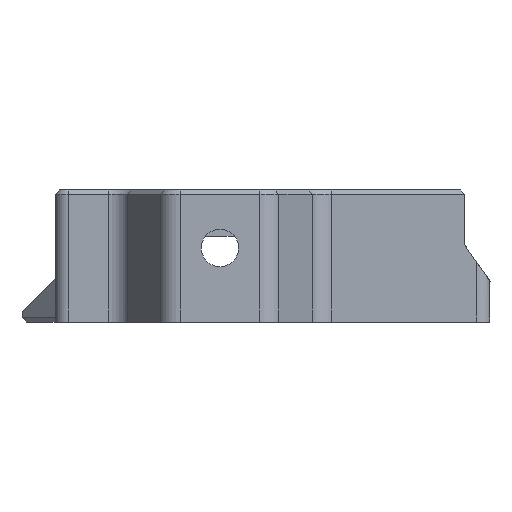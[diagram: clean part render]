
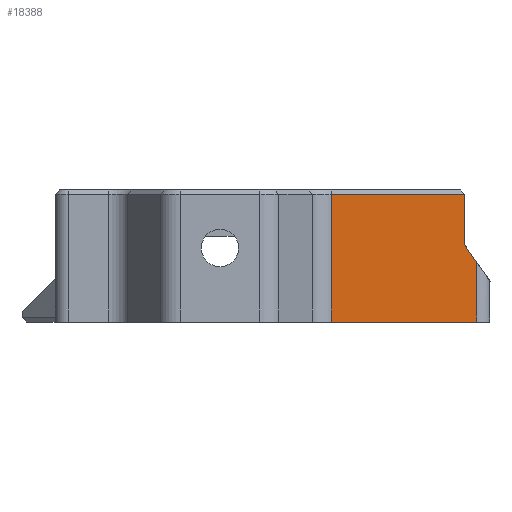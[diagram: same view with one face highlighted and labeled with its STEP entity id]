
A CAD part, left-side view. The second image highlights one B-rep face of the part: STEP entity #18388.
In plain terms, the highlighted planar face has unit normal (-1, 0, 0).
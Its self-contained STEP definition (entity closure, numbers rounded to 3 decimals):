
#2267=FACE_OUTER_BOUND('',#3316,.T.);
#3316=EDGE_LOOP('',(#15128,#15129,#15130,#15131,#15132,#15133));
#4982=LINE('',#31369,#6751);
#4983=LINE('',#31375,#6752);
#4984=LINE('',#31376,#6753);
#4985=LINE('',#31378,#6754);
#4986=LINE('',#31380,#6755);
#4987=LINE('',#31381,#6756);
#6751=VECTOR('',#24672,1000.);
#6752=VECTOR('',#24679,1000.);
#6753=VECTOR('',#24680,1000.);
#6754=VECTOR('',#24681,1000.);
#6755=VECTOR('',#24682,1000.);
#6756=VECTOR('',#24683,1000.);
#8658=VERTEX_POINT('',#31367);
#8659=VERTEX_POINT('',#31368);
#8660=VERTEX_POINT('',#31373);
#8661=VERTEX_POINT('',#31374);
#8662=VERTEX_POINT('',#31377);
#8663=VERTEX_POINT('',#31379);
#11025=EDGE_CURVE('',#8658,#8659,#4982,.T.);
#11028=EDGE_CURVE('',#8660,#8661,#4983,.T.);
#11029=EDGE_CURVE('',#8660,#8658,#4984,.T.);
#11030=EDGE_CURVE('',#8662,#8659,#4985,.T.);
#11031=EDGE_CURVE('',#8662,#8663,#4986,.T.);
#11032=EDGE_CURVE('',#8661,#8663,#4987,.T.);
#15128=ORIENTED_EDGE('',*,*,#11028,.F.);
#15129=ORIENTED_EDGE('',*,*,#11029,.T.);
#15130=ORIENTED_EDGE('',*,*,#11025,.T.);
#15131=ORIENTED_EDGE('',*,*,#11030,.F.);
#15132=ORIENTED_EDGE('',*,*,#11031,.T.);
#15133=ORIENTED_EDGE('',*,*,#11032,.F.);
#17511=PLANE('',#20147);
#18388=ADVANCED_FACE('',(#2267),#17511,.T.);
#20147=AXIS2_PLACEMENT_3D('',#31372,#24677,#24678);
#24672=DIRECTION('',(0.,0.,-1.));
#24677=DIRECTION('center_axis',(-1.,0.,0.));
#24678=DIRECTION('ref_axis',(0.,0.,1.));
#24679=DIRECTION('',(0.,0.,-1.));
#24680=DIRECTION('',(0.,1.,0.));
#24681=DIRECTION('',(0.,1.,0.));
#24682=DIRECTION('',(0.,0.,1.));
#24683=DIRECTION('',(0.,-0.574,-0.819));
#31367=CARTESIAN_POINT('',(198.082,-100.826,52.728));
#31368=CARTESIAN_POINT('',(198.082,-100.826,41.128));
#31369=CARTESIAN_POINT('',(198.082,-100.826,53.128));
#31372=CARTESIAN_POINT('Origin',(198.082,-100.091,53.128));
#31373=CARTESIAN_POINT('',(198.082,-112.926,52.728));
#31374=CARTESIAN_POINT('',(198.082,-112.926,48.128));
#31375=CARTESIAN_POINT('',(198.082,-112.926,48.128));
#31376=CARTESIAN_POINT('',(198.082,-100.091,52.728));
#31377=CARTESIAN_POINT('',(198.082,-114.026,41.128));
#31378=CARTESIAN_POINT('',(198.082,-100.091,41.128));
#31379=CARTESIAN_POINT('',(198.082,-114.026,46.557));
#31380=CARTESIAN_POINT('',(198.082,-114.026,53.128));
#31381=CARTESIAN_POINT('',(198.082,-115.226,44.843));
